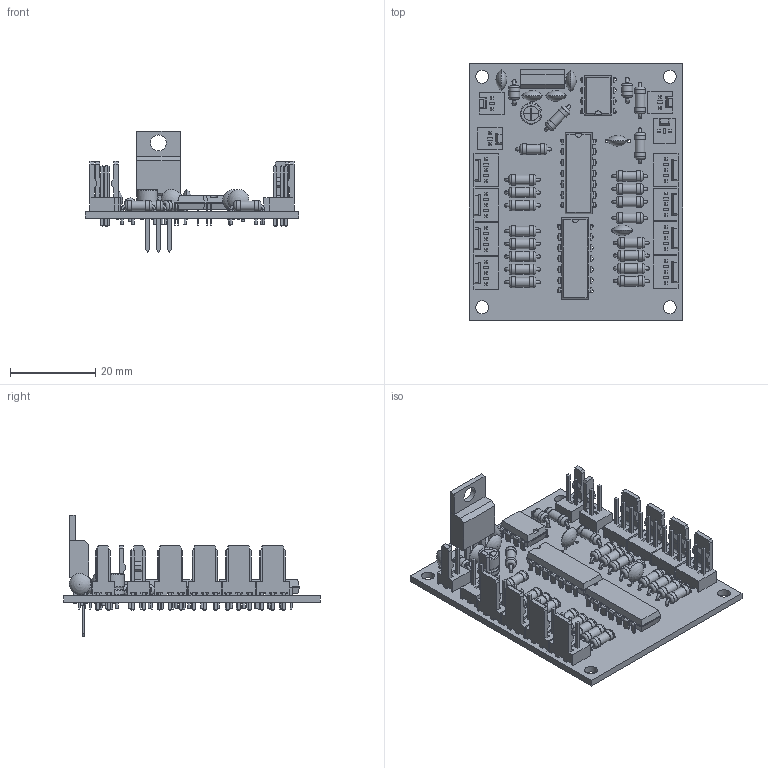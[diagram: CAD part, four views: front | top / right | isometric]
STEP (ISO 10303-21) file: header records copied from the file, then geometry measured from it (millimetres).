
FILE_DESCRIPTION(('KiCad electronic assembly'),'2;1');
FILE_NAME('MIDI Splitter.step','2020-11-29T00:38:13',('An Author'),( 'A Company'),'Open CASCADE STEP processor 6.9', 'KiCad to STEP converter','Unknown');
FILE_SCHEMA(('AUTOMOTIVE_DESIGN { 1 0 10303 214 1 1 1 1 }'));
Length unit declared in the file: millimetre
Products named in the file (20): Open CASCADE STEP translator 6.9 1; C_Disc_D5.0mm_W2.5mm_P2.50mm; SOLID; DIP-14_W7.62mm; CP_Radial_D5.0mm_P2.50mm; R_Axial_DIN0207_L6.3mm_D2.5mm_P7.62mm_Horizontal; Molex_KK-254_AE-6410-03A_1x03_P2.54mm_Vertical; Molex_KK-254_AE-6410-02A_1x02_P2.54mm_Vertical; DIP-8_W7.62mm; D_T-1_P5.08mm_Horizontal; TO-220-3_Vertical; COMPOUND
Assembly tree (55 placements, depth 3):
  Open CASCADE STEP translator 6.9 1
    C_Disc_D5.0mm_W2.5mm_P2.50mm  x6
      SOLID
    DIP-14_W7.62mm  x2
      SOLID
    CP_Radial_D5.0mm_P2.50mm
      SOLID
    R_Axial_DIN0207_L6.3mm_D2.5mm_P7.62mm_Horizontal  x20
      SOLID
    Molex_KK-254_AE-6410-03A_1x03_P2.54mm_Vertical  x8
      SOLID
    Molex_KK-254_AE-6410-02A_1x02_P2.54mm_Vertical  x4
      SOLID
    DIP-8_W7.62mm
      SOLID
    D_T-1_P5.08mm_Horizontal  x2
      SOLID
    TO-220-3_Vertical
      SOLID
    COMPOUND
Bounding box: 50 x 60 x 28.52 mm (x, y, z)
Volume: 8853.4 mm3; surface area: 15074.8 mm2
Topology: 46 solids, 47 shells, 2240 faces, 5473 edges, 3469 vertices
Faces by surface type: plane 1697, cylinder 358, torus 90, bspline 78, sphere 12, revolution 5
Full cylindrical faces by diameter (mm): 0.5 x14, 0.6 x40, 0.7 x8, 0.8 x90, 1 x4, 1.1 x3, 1.2 x32, 2.25 x20, 2.5 x40, 2.6 x2, 2.62 x2, 3 x4, 3.735 x1
Entity records: 65523 total; most frequent: CARTESIAN_POINT 16259, DIRECTION 8104, LINE 5439, VECTOR 5439, ORIENTED_EDGE 4376, PCURVE 4376, DEFINITIONAL_REPRESENTATION 4376, EDGE_CURVE 2188
